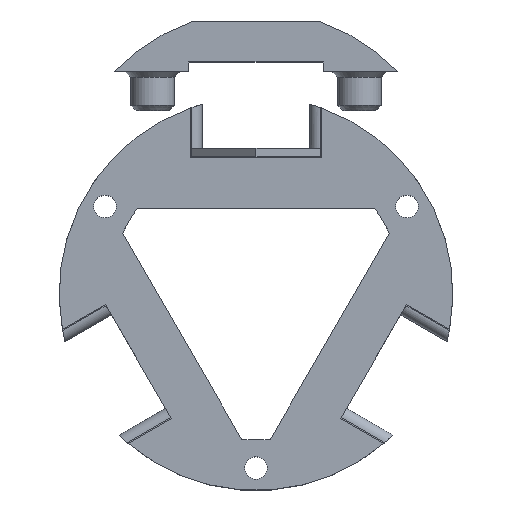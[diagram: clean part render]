
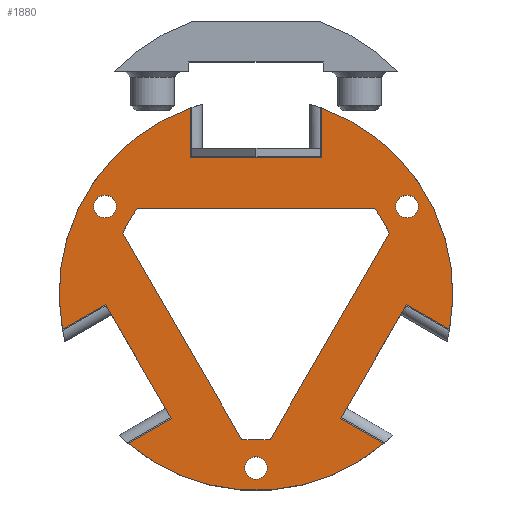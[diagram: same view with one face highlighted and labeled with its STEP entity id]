
A CAD part, top view. The second image highlights one B-rep face of the part: STEP entity #1880.
In plain terms, the highlighted planar face has unit normal (0, 0, 1).
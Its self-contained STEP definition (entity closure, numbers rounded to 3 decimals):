
#19=FACE_BOUND('',#271,.T.);
#20=FACE_BOUND('',#272,.T.);
#21=FACE_BOUND('',#273,.T.);
#22=FACE_BOUND('',#274,.T.);
#81=PLANE('',#2027);
#158=FACE_OUTER_BOUND('',#270,.T.);
#270=EDGE_LOOP('',(#1385,#1386,#1387,#1388,#1389,#1390,#1391,#1392,#1393,
#1394,#1395,#1396));
#271=EDGE_LOOP('',(#1397));
#272=EDGE_LOOP('',(#1398));
#273=EDGE_LOOP('',(#1399));
#274=EDGE_LOOP('',(#1400,#1401,#1402,#1403,#1404,#1405));
#406=LINE('',#2904,#581);
#409=LINE('',#2909,#584);
#412=LINE('',#2914,#587);
#413=LINE('',#2918,#588);
#414=LINE('',#2920,#589);
#415=LINE('',#2922,#590);
#416=LINE('',#2926,#591);
#417=LINE('',#2928,#592);
#418=LINE('',#2930,#593);
#419=LINE('',#2934,#594);
#420=LINE('',#2936,#595);
#421=LINE('',#2938,#596);
#581=VECTOR('',#2303,10.);
#584=VECTOR('',#2310,10.);
#587=VECTOR('',#2317,10.);
#588=VECTOR('',#2320,10.);
#589=VECTOR('',#2321,10.);
#590=VECTOR('',#2322,10.);
#591=VECTOR('',#2325,10.);
#592=VECTOR('',#2326,10.);
#593=VECTOR('',#2327,10.);
#594=VECTOR('',#2330,10.);
#595=VECTOR('',#2331,10.);
#596=VECTOR('',#2332,10.);
#726=CIRCLE('',#1998,2.);
#728=CIRCLE('',#2001,2.);
#730=CIRCLE('',#2004,2.);
#734=CIRCLE('',#2010,26.);
#737=CIRCLE('',#2015,26.);
#740=CIRCLE('',#2020,26.);
#741=CIRCLE('',#2028,35.);
#742=CIRCLE('',#2029,35.);
#743=CIRCLE('',#2030,35.);
#831=VERTEX_POINT('',#2826);
#833=VERTEX_POINT('',#2832);
#835=VERTEX_POINT('',#2838);
#841=VERTEX_POINT('',#2857);
#842=VERTEX_POINT('',#2859);
#847=VERTEX_POINT('',#2876);
#848=VERTEX_POINT('',#2878);
#853=VERTEX_POINT('',#2895);
#854=VERTEX_POINT('',#2897);
#855=VERTEX_POINT('',#2916);
#856=VERTEX_POINT('',#2917);
#857=VERTEX_POINT('',#2919);
#858=VERTEX_POINT('',#2921);
#859=VERTEX_POINT('',#2923);
#860=VERTEX_POINT('',#2925);
#861=VERTEX_POINT('',#2927);
#862=VERTEX_POINT('',#2929);
#863=VERTEX_POINT('',#2931);
#864=VERTEX_POINT('',#2933);
#865=VERTEX_POINT('',#2935);
#866=VERTEX_POINT('',#2937);
#1020=EDGE_CURVE('',#831,#831,#726,.T.);
#1023=EDGE_CURVE('',#833,#833,#728,.T.);
#1026=EDGE_CURVE('',#835,#835,#730,.T.);
#1034=EDGE_CURVE('',#842,#841,#734,.T.);
#1041=EDGE_CURVE('',#848,#847,#737,.T.);
#1048=EDGE_CURVE('',#854,#853,#740,.T.);
#1052=EDGE_CURVE('',#847,#854,#406,.T.);
#1055=EDGE_CURVE('',#853,#842,#409,.T.);
#1058=EDGE_CURVE('',#841,#848,#412,.T.);
#1059=EDGE_CURVE('',#855,#856,#413,.T.);
#1060=EDGE_CURVE('',#856,#857,#414,.T.);
#1061=EDGE_CURVE('',#857,#858,#415,.T.);
#1062=EDGE_CURVE('',#858,#859,#741,.T.);
#1063=EDGE_CURVE('',#859,#860,#416,.T.);
#1064=EDGE_CURVE('',#860,#861,#417,.T.);
#1065=EDGE_CURVE('',#861,#862,#418,.T.);
#1066=EDGE_CURVE('',#862,#863,#742,.T.);
#1067=EDGE_CURVE('',#863,#864,#419,.T.);
#1068=EDGE_CURVE('',#864,#865,#420,.T.);
#1069=EDGE_CURVE('',#865,#866,#421,.T.);
#1070=EDGE_CURVE('',#866,#855,#743,.T.);
#1385=ORIENTED_EDGE('',*,*,#1059,.T.);
#1386=ORIENTED_EDGE('',*,*,#1060,.T.);
#1387=ORIENTED_EDGE('',*,*,#1061,.T.);
#1388=ORIENTED_EDGE('',*,*,#1062,.T.);
#1389=ORIENTED_EDGE('',*,*,#1063,.T.);
#1390=ORIENTED_EDGE('',*,*,#1064,.T.);
#1391=ORIENTED_EDGE('',*,*,#1065,.T.);
#1392=ORIENTED_EDGE('',*,*,#1066,.T.);
#1393=ORIENTED_EDGE('',*,*,#1067,.T.);
#1394=ORIENTED_EDGE('',*,*,#1068,.T.);
#1395=ORIENTED_EDGE('',*,*,#1069,.T.);
#1396=ORIENTED_EDGE('',*,*,#1070,.T.);
#1397=ORIENTED_EDGE('',*,*,#1023,.T.);
#1398=ORIENTED_EDGE('',*,*,#1026,.T.);
#1399=ORIENTED_EDGE('',*,*,#1020,.T.);
#1400=ORIENTED_EDGE('',*,*,#1052,.T.);
#1401=ORIENTED_EDGE('',*,*,#1048,.T.);
#1402=ORIENTED_EDGE('',*,*,#1055,.T.);
#1403=ORIENTED_EDGE('',*,*,#1034,.T.);
#1404=ORIENTED_EDGE('',*,*,#1058,.T.);
#1405=ORIENTED_EDGE('',*,*,#1041,.T.);
#1880=ADVANCED_FACE('',(#158,#19,#20,#21,#22),#81,.T.);
#1998=AXIS2_PLACEMENT_3D('',#2827,#2242,#2243);
#2001=AXIS2_PLACEMENT_3D('',#2833,#2249,#2250);
#2004=AXIS2_PLACEMENT_3D('',#2839,#2256,#2257);
#2010=AXIS2_PLACEMENT_3D('',#2860,#2270,#2271);
#2015=AXIS2_PLACEMENT_3D('',#2879,#2282,#2283);
#2020=AXIS2_PLACEMENT_3D('',#2898,#2294,#2295);
#2027=AXIS2_PLACEMENT_3D('',#2915,#2318,#2319);
#2028=AXIS2_PLACEMENT_3D('',#2924,#2323,#2324);
#2029=AXIS2_PLACEMENT_3D('',#2932,#2328,#2329);
#2030=AXIS2_PLACEMENT_3D('',#2939,#2333,#2334);
#2242=DIRECTION('center_axis',(0.,0.,-1.));
#2243=DIRECTION('ref_axis',(0.,1.,0.));
#2249=DIRECTION('center_axis',(0.,0.,-1.));
#2250=DIRECTION('ref_axis',(-0.866,-0.5,0.));
#2256=DIRECTION('center_axis',(0.,0.,-1.));
#2257=DIRECTION('ref_axis',(0.866,-0.5,0.));
#2270=DIRECTION('center_axis',(0.,0.,-1.));
#2271=DIRECTION('ref_axis',(-0.913,0.408,0.));
#2282=DIRECTION('center_axis',(0.,0.,-1.));
#2283=DIRECTION('ref_axis',(0.81,0.587,0.));
#2294=DIRECTION('center_axis',(0.,0.,-1.));
#2295=DIRECTION('ref_axis',(0.103,-0.995,0.));
#2303=DIRECTION('',(-0.5,-0.866,0.));
#2310=DIRECTION('',(-0.5,0.866,0.));
#2317=DIRECTION('',(1.,0.,0.));
#2318=DIRECTION('center_axis',(0.,0.,1.));
#2319=DIRECTION('ref_axis',(1.,0.,0.));
#2320=DIRECTION('',(0.,-1.,0.));
#2321=DIRECTION('',(-1.,0.,0.));
#2322=DIRECTION('',(0.,1.,0.));
#2323=DIRECTION('center_axis',(0.,0.,1.));
#2324=DIRECTION('ref_axis',(1.,0.,0.));
#2325=DIRECTION('',(0.866,0.5,0.));
#2326=DIRECTION('',(0.5,-0.866,0.));
#2327=DIRECTION('',(-0.866,-0.5,0.));
#2328=DIRECTION('center_axis',(0.,0.,1.));
#2329=DIRECTION('ref_axis',(-0.5,0.866,0.));
#2330=DIRECTION('',(-0.866,0.5,0.));
#2331=DIRECTION('',(0.5,0.866,0.));
#2332=DIRECTION('',(0.866,-0.5,0.));
#2333=DIRECTION('center_axis',(0.,0.,1.));
#2334=DIRECTION('ref_axis',(1.,0.,0.));
#2826=CARTESIAN_POINT('',(25.427,-57.25,-23.088));
#2827=CARTESIAN_POINT('Origin',(25.427,-55.25,-23.088));
#2832=CARTESIAN_POINT('',(54.005,-7.75,-23.088));
#2833=CARTESIAN_POINT('Origin',(52.273,-8.75,-23.088));
#2838=CARTESIAN_POINT('',(-3.152,-7.75,-23.088));
#2839=CARTESIAN_POINT('Origin',(-1.42,-8.75,-23.088));
#2857=CARTESIAN_POINT('',(4.297,-9.1,-23.088));
#2859=CARTESIAN_POINT('',(1.741,-13.526,-23.088));
#2860=CARTESIAN_POINT('Origin',(25.427,-24.25,-23.088));
#2876=CARTESIAN_POINT('',(49.112,-13.526,-23.088));
#2878=CARTESIAN_POINT('',(46.557,-9.1,-23.088));
#2879=CARTESIAN_POINT('Origin',(25.427,-24.25,-23.088));
#2895=CARTESIAN_POINT('',(22.871,-50.124,-23.088));
#2897=CARTESIAN_POINT('',(27.982,-50.124,-23.088));
#2898=CARTESIAN_POINT('Origin',(25.427,-24.25,-23.088));
#2904=CARTESIAN_POINT('',(33.422,-40.702,-23.088));
#2909=CARTESIAN_POINT('',(7.181,-22.948,-23.088));
#2914=CARTESIAN_POINT('',(35.677,-9.1,-23.088));
#2915=CARTESIAN_POINT('Origin',(25.427,-24.25,-23.088));
#2916=CARTESIAN_POINT('',(37.127,8.737,-23.088));
#2917=CARTESIAN_POINT('',(37.127,-0.1,-23.088));
#2918=CARTESIAN_POINT('',(37.127,-11.375,-23.088));
#2919=CARTESIAN_POINT('',(13.727,-0.1,-23.088));
#2920=CARTESIAN_POINT('',(31.177,-0.1,-23.088));
#2921=CARTESIAN_POINT('',(13.727,8.737,-23.088));
#2922=CARTESIAN_POINT('',(13.727,-11.375,-23.088));
#2923=CARTESIAN_POINT('',(-8.991,-30.611,-23.088));
#2924=CARTESIAN_POINT('Origin',(25.427,-24.25,-23.088));
#2925=CARTESIAN_POINT('',(-1.338,-26.193,-23.088));
#2926=CARTESIAN_POINT('',(8.427,-20.555,-23.088));
#2927=CARTESIAN_POINT('',(10.362,-46.457,-23.088));
#2928=CARTESIAN_POINT('',(1.637,-31.345,-23.088));
#2929=CARTESIAN_POINT('',(2.709,-50.876,-23.088));
#2930=CARTESIAN_POINT('',(20.127,-40.82,-23.088));
#2931=CARTESIAN_POINT('',(48.144,-50.876,-23.088));
#2932=CARTESIAN_POINT('Origin',(25.427,-24.25,-23.088));
#2933=CARTESIAN_POINT('',(40.491,-46.457,-23.088));
#2934=CARTESIAN_POINT('',(30.727,-40.82,-23.088));
#2935=CARTESIAN_POINT('',(52.191,-26.193,-23.088));
#2936=CARTESIAN_POINT('',(43.466,-41.305,-23.088));
#2937=CARTESIAN_POINT('',(59.844,-30.611,-23.088));
#2938=CARTESIAN_POINT('',(42.427,-20.555,-23.088));
#2939=CARTESIAN_POINT('Origin',(25.427,-24.25,-23.088));
